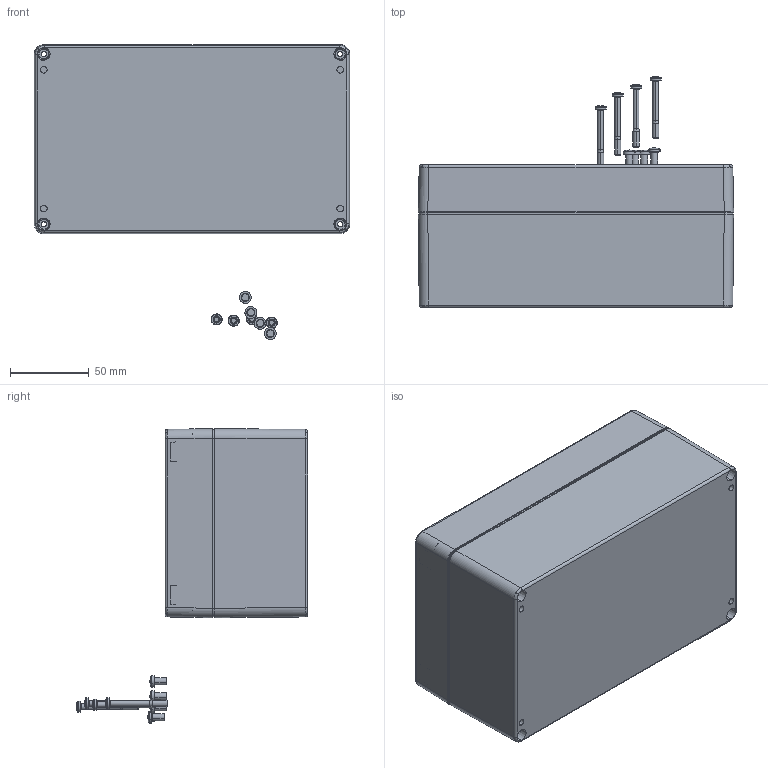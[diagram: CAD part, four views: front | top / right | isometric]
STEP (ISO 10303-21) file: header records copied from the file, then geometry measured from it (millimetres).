
FILE_DESCRIPTION (( 'STEP AP214' ), '1' );
FILE_NAME ('33122009.STEP', '2008-10-01T12:34:55', ( ' ' ), ( '' ), 'SwSTEP 2.0', 'SolidWorks 2008', '' );
FILE_SCHEMA (( 'AUTOMOTIVE_DESIGN' ));
Length unit declared in the file: millimetre
Products named in the file (9): 31084_Standard; 31090-Einpressbuchse_Standard; 34842_Standard; 51006_Standard; 82002_im Deckel eingebaut; 5200.012.0_Standard; 93214_WN1442 D4,5x7,8; 33122009
Assembly tree (17 placements, depth 3):
  33122009
    82002_im Deckel eingebaut
    34842_Standard
    31084_Standard
      31084_Standard
      31090-Einpressbuchse_Standard  x4
    51006_Standard
      5200.012.0_Standard  x4
      93214_WN1442 D4,5x7,8  x4
Bounding box: 200 x 146.88 x 187.01 mm (x, y, z)
Volume: 353242.6 mm3; surface area: 233145.6 mm2
Topology: 15 solids, 15 shells, 1618 faces, 3916 edges, 2372 vertices
Faces by surface type: plane 615, cylinder 291, bspline 260, cone 236, torus 208, sphere 8
Entity records: 45534 total; most frequent: CARTESIAN_POINT 19362, ORIENTED_EDGE 5628, DIRECTION 5172, EDGE_CURVE 2814, AXIS2_PLACEMENT_3D 2024, VERTEX_POINT 1682, EDGE_LOOP 1290, ADVANCED_FACE 1204
